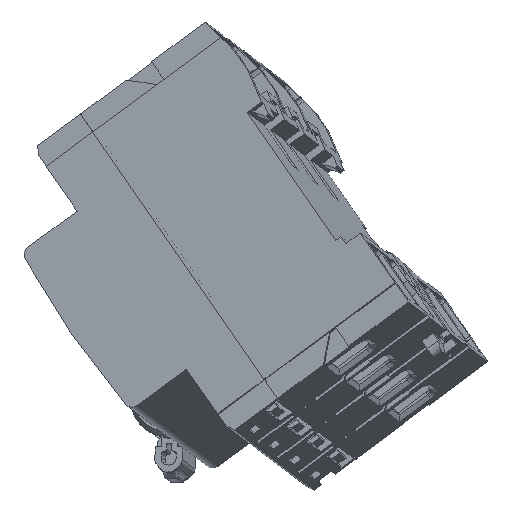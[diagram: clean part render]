
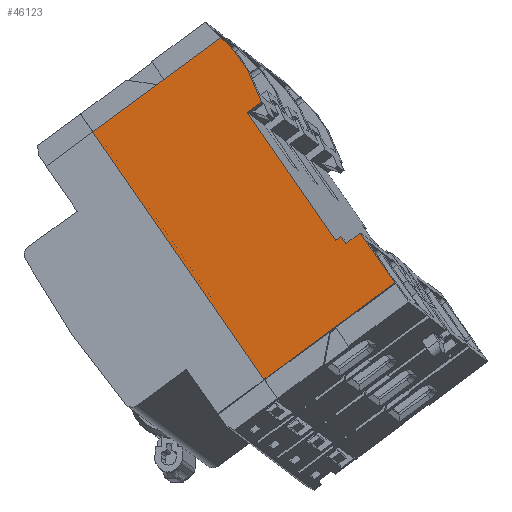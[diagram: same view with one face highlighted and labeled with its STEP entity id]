
A CAD part, left-side view. The second image highlights one B-rep face of the part: STEP entity #46123.
In plain terms, the highlighted free-form (B-spline) face has degree [1, 1] with [2, 2] control points.
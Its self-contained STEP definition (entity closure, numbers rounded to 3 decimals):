
#1338 = EDGE_CURVE ( 'NONE', #33707, #46075, #50804, .T. ) ;
#3305 = VERTEX_POINT ( 'NONE', #62509 ) ;
#3629 = VERTEX_POINT ( 'NONE', #45996 ) ;
#5148 = ORIENTED_EDGE ( 'NONE', *, *, #19576, .F. ) ;
#5478 = CARTESIAN_POINT ( 'NONE',  ( 78.511, -20.751, 96.375 ) ) ;
#6470 = VERTEX_POINT ( 'NONE', #34813 ) ;
#7661 = EDGE_CURVE ( 'NONE', #6470, #3305, #25689, .T. ) ;
#8158 = CARTESIAN_POINT ( 'NONE',  ( 89.422, -0.929, 125.016 ) ) ;
#8895 = CARTESIAN_POINT ( 'NONE',  ( 97.638, 33.527, 120.596 ) ) ;
#9995 = CARTESIAN_POINT ( 'NONE',  ( 72.66, -35.306, 86.238 ) ) ;
#11121 = ORIENTED_EDGE ( 'NONE', *, *, #52574, .F. ) ;
#11596 = CARTESIAN_POINT ( 'NONE',  ( 97.638, 33.527, 120.596 ) ) ;
#14840 = CARTESIAN_POINT ( 'NONE',  ( 89.422, -0.929, 125.016 ) ) ;
#15040 = ORIENTED_EDGE ( 'NONE', *, *, #30728, .F. ) ;
#15056 = CARTESIAN_POINT ( 'NONE',  ( 78.511, -20.751, 96.375 ) ) ;
#15629 = B_SPLINE_CURVE_WITH_KNOTS ( 'NONE', 1,
 ( #11596, #61248 ),
 .UNSPECIFIED., .F., .F.,
 ( 2, 2 ),
 ( 0., 1. ),
 .UNSPECIFIED. ) ;
#16917 = CARTESIAN_POINT ( 'NONE',  ( 94.546, 4.455, 143.689 ) ) ;
#17274 = EDGE_CURVE ( 'NONE', #34296, #6470, #55332, .T. ) ;
#19133 = CARTESIAN_POINT ( 'NONE',  ( 78.511, -20.751, 96.375 ) ) ;
#19576 = EDGE_CURVE ( 'NONE', #24072, #33707, #38095, .T. ) ;
#19986 = B_SPLINE_CURVE_WITH_KNOTS ( 'NONE', 1,
 ( #72587, #64933 ),
 .UNSPECIFIED., .F., .F.,
 ( 2, 2 ),
 ( 0., 1. ),
 .UNSPECIFIED. ) ;
#20655 = B_SPLINE_CURVE_WITH_KNOTS ( 'NONE', 1,
 ( #30181, #25259 ),
 .UNSPECIFIED., .F., .F.,
 ( 2, 2 ),
 ( 0., 1. ),
 .UNSPECIFIED. ) ;
#20944 = ORIENTED_EDGE ( 'NONE', *, *, #1338, .F. ) ;
#21137 = EDGE_CURVE ( 'NONE', #64206, #24274, #46417, .T. ) ;
#23135 = CARTESIAN_POINT ( 'NONE',  ( 89.422, -0.929, 125.016 ) ) ;
#23576 = CARTESIAN_POINT ( 'NONE',  ( 92.789, 1.723, 138.465 ) ) ;
#24072 = VERTEX_POINT ( 'NONE', #23135 ) ;
#24274 = VERTEX_POINT ( 'NONE', #67867 ) ;
#25259 = CARTESIAN_POINT ( 'NONE',  ( 77.781, -22.959, 95.633 ) ) ;
#25689 = B_SPLINE_CURVE_WITH_KNOTS ( 'NONE', 1,
 ( #55940, #30735 ),
 .UNSPECIFIED., .F., .F.,
 ( 2, 2 ),
 ( 0., 1. ),
 .UNSPECIFIED. ) ;
#28886 = CARTESIAN_POINT ( 'NONE',  ( 94.269, 4.916, 141.681 ) ) ;
#30181 = CARTESIAN_POINT ( 'NONE',  ( 78.379, -21.873, 97.202 ) ) ;
#30728 = EDGE_CURVE ( 'NONE', #54112, #24072, #39215, .T. ) ;
#30735 = CARTESIAN_POINT ( 'NONE',  ( 73.15, -33.957, 86.912 ) ) ;
#33707 = VERTEX_POINT ( 'NONE', #19133 ) ;
#34296 = VERTEX_POINT ( 'NONE', #74557 ) ;
#34813 = CARTESIAN_POINT ( 'NONE',  ( 77.394, -26.245, 98.054 ) ) ;
#35403 = B_SPLINE_CURVE_WITH_KNOTS ( 'NONE', 1,
 ( #69577, #38675 ),
 .UNSPECIFIED., .F., .F.,
 ( 2, 2 ),
 ( 0., 1. ),
 .UNSPECIFIED. ) ;
#36835 = EDGE_CURVE ( 'NONE', #63601, #3629, #15629, .T. ) ;
#37647 = CARTESIAN_POINT ( 'NONE',  ( 78.379, -21.873, 97.202 ) ) ;
#38095 = B_SPLINE_CURVE_WITH_KNOTS ( 'NONE', 1,
 ( #8158, #15056 ),
 .UNSPECIFIED., .F., .F.,
 ( 2, 2 ),
 ( 0., 1. ),
 .UNSPECIFIED. ) ;
#38675 = CARTESIAN_POINT ( 'NONE',  ( 89.047, -4.116, 127.364 ) ) ;
#39215 = B_SPLINE_CURVE_WITH_KNOTS ( 'NONE', 1,
 ( #76278, #14840 ),
 .UNSPECIFIED., .F., .F.,
 ( 2, 2 ),
 ( 0., 1. ),
 .UNSPECIFIED. ) ;
#40552 = CARTESIAN_POINT ( 'NONE',  ( 78.379, -21.873, 97.202 ) ) ;
#41142 = CARTESIAN_POINT ( 'NONE',  ( 77.781, -22.959, 95.633 ) ) ;
#41209 = ORIENTED_EDGE ( 'NONE', *, *, #65014, .F. ) ;
#42298 = CARTESIAN_POINT ( 'NONE',  ( 92.789, 1.723, 138.465 ) ) ;
#45996 = CARTESIAN_POINT ( 'NONE',  ( 94.269, 4.916, 141.681 ) ) ;
#46075 = VERTEX_POINT ( 'NONE', #40552 ) ;
#46123 = ADVANCED_FACE ( 'NONE', ( #47452 ), #73624, .F. ) ;
#46417 = B_SPLINE_CURVE_WITH_KNOTS ( 'NONE', 1,
 ( #69867, #50351 ),
 .UNSPECIFIED., .F., .F.,
 ( 2, 2 ),
 ( 0., 1. ),
 .UNSPECIFIED. ) ;
#46640 = B_SPLINE_CURVE_WITH_KNOTS ( 'NONE', 1,
 ( #64645, #8895 ),
 .UNSPECIFIED., .F., .F.,
 ( 2, 2 ),
 ( -1., 0. ),
 .UNSPECIFIED. ) ;
#47452 = FACE_OUTER_BOUND ( 'NONE', #53600, .T. ) ;
#47779 = ORIENTED_EDGE ( 'NONE', *, *, #21137, .F. ) ;
#48263 = EDGE_CURVE ( 'NONE', #46075, #34296, #20655, .T. ) ;
#50351 = CARTESIAN_POINT ( 'NONE',  ( 91.294, -0.992, 134.542 ) ) ;
#50804 = B_SPLINE_CURVE_WITH_KNOTS ( 'NONE', 1,
 ( #5478, #37647 ),
 .UNSPECIFIED., .F., .F.,
 ( 2, 2 ),
 ( 0., 1. ),
 .UNSPECIFIED. ) ;
#51352 = ORIENTED_EDGE ( 'NONE', *, *, #79842, .F. ) ;
#52121 = CARTESIAN_POINT ( 'NONE',  ( 76.594, -4.705, 65.355 ) ) ;
#52574 = EDGE_CURVE ( 'NONE', #3305, #69000, #19986, .T. ) ;
#53218 = EDGE_CURVE ( 'NONE', #24274, #54112, #35403, .T. ) ;
#53600 = EDGE_LOOP ( 'NONE', ( #51352, #54709, #41209, #11121, #58635, #68377, #58501, #20944, #5148, #15040, #76760, #47779 ) ) ;
#54112 = VERTEX_POINT ( 'NONE', #72056 ) ;
#54709 = ORIENTED_EDGE ( 'NONE', *, *, #36835, .F. ) ;
#55332 = B_SPLINE_CURVE_WITH_KNOTS ( 'NONE', 1,
 ( #41142, #65964 ),
 .UNSPECIFIED., .F., .F.,
 ( 2, 2 ),
 ( 0., 1. ),
 .UNSPECIFIED. ) ;
#55940 = CARTESIAN_POINT ( 'NONE',  ( 77.394, -26.245, 98.054 ) ) ;
#58501 = ORIENTED_EDGE ( 'NONE', *, *, #48263, .F. ) ;
#58635 = ORIENTED_EDGE ( 'NONE', *, *, #7661, .F. ) ;
#60045 = CARTESIAN_POINT ( 'NONE',  ( 98.128, 34.877, 121.27 ) ) ;
#61248 = CARTESIAN_POINT ( 'NONE',  ( 94.269, 4.916, 141.681 ) ) ;
#62509 = CARTESIAN_POINT ( 'NONE',  ( 73.15, -33.957, 86.912 ) ) ;
#63601 = VERTEX_POINT ( 'NONE', #75410 ) ;
#64206 = VERTEX_POINT ( 'NONE', #23576 ) ;
#64645 = CARTESIAN_POINT ( 'NONE',  ( 76.594, -4.705, 65.355 ) ) ;
#64933 = CARTESIAN_POINT ( 'NONE',  ( 76.594, -4.705, 65.355 ) ) ;
#65014 = EDGE_CURVE ( 'NONE', #69000, #63601, #46640, .T. ) ;
#65964 = CARTESIAN_POINT ( 'NONE',  ( 77.394, -26.245, 98.054 ) ) ;
#67867 = CARTESIAN_POINT ( 'NONE',  ( 91.294, -0.992, 134.542 ) ) ;
#68377 = ORIENTED_EDGE ( 'NONE', *, *, #17274, .F. ) ;
#69000 = VERTEX_POINT ( 'NONE', #52121 ) ;
#69577 = CARTESIAN_POINT ( 'NONE',  ( 91.294, -0.992, 134.542 ) ) ;
#69867 = CARTESIAN_POINT ( 'NONE',  ( 92.789, 1.723, 138.465 ) ) ;
#72056 = CARTESIAN_POINT ( 'NONE',  ( 89.047, -4.116, 127.364 ) ) ;
#72587 = CARTESIAN_POINT ( 'NONE',  ( 73.15, -33.957, 86.912 ) ) ;
#73624 = B_SPLINE_SURFACE_WITH_KNOTS ( 'NONE', 1, 1, ( 
 ( #9995, #16917 ),
 ( #78774, #60045 ) ),
 .UNSPECIFIED., .F., .F., .F.,
 ( 2, 2 ),
 ( 2, 2 ),
 ( -0.73, 37.23 ),
 ( -36.608, 36.608 ),
 .UNSPECIFIED. ) ;
#74557 = CARTESIAN_POINT ( 'NONE',  ( 77.781, -22.959, 95.633 ) ) ;
#75410 = CARTESIAN_POINT ( 'NONE',  ( 97.638, 33.527, 120.596 ) ) ;
#76278 = CARTESIAN_POINT ( 'NONE',  ( 89.047, -4.116, 127.364 ) ) ;
#76627 = B_SPLINE_CURVE_WITH_KNOTS ( 'NONE', 1,
 ( #28886, #42298 ),
 .UNSPECIFIED., .F., .F.,
 ( 2, 2 ),
 ( 0., 1. ),
 .UNSPECIFIED. ) ;
#76760 = ORIENTED_EDGE ( 'NONE', *, *, #53218, .F. ) ;
#78774 = CARTESIAN_POINT ( 'NONE',  ( 76.242, -4.884, 63.819 ) ) ;
#79842 = EDGE_CURVE ( 'NONE', #3629, #64206, #76627, .T. ) ;
